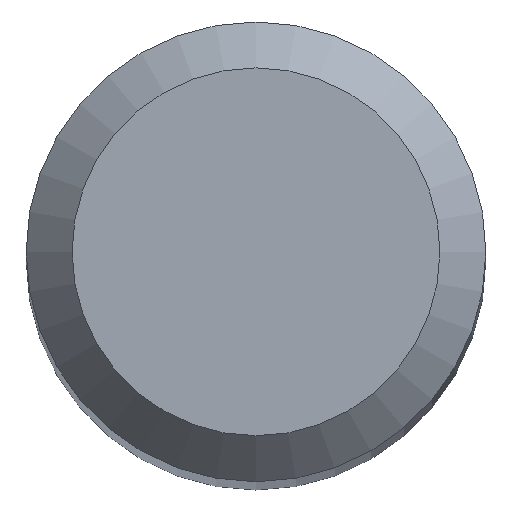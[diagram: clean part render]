
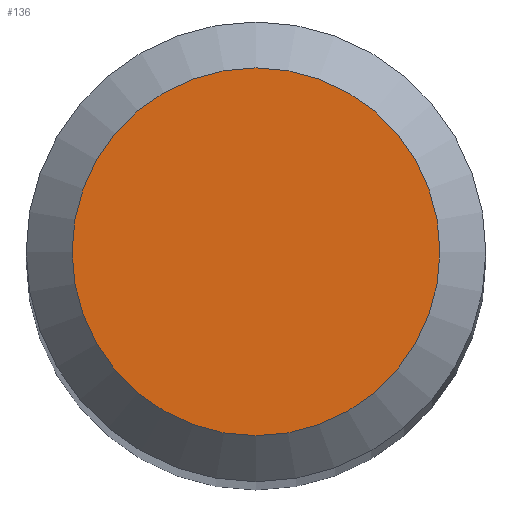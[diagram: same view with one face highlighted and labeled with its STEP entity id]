
A CAD part, top view. The second image highlights one B-rep face of the part: STEP entity #136.
In plain terms, the highlighted planar face has unit normal (0, 0, 1).
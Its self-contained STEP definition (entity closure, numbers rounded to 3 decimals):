
#1 = CARTESIAN_POINT ( 'NONE',  ( 0., 1.2, 38. ) ) ;
#20 = FACE_OUTER_BOUND ( 'NONE', #219, .T. ) ;
#25 = ORIENTED_EDGE ( 'NONE', *, *, #62, .T. ) ;
#49 = DIRECTION ( 'NONE',  ( 0., 0., 1. ) ) ;
#62 = EDGE_CURVE ( 'NONE', #90, #90, #247, .T. ) ;
#70 = DIRECTION ( 'NONE',  ( 1., 0., 0. ) ) ;
#90 = VERTEX_POINT ( 'NONE', #267 ) ;
#136 = ADVANCED_FACE ( 'NONE', ( #20 ), #187, .F. ) ;
#138 = AXIS2_PLACEMENT_3D ( 'NONE', #1, #164, #250 ) ;
#148 = CARTESIAN_POINT ( 'NONE',  ( 0., 0., 38. ) ) ;
#164 = DIRECTION ( 'NONE',  ( 0., 0., -1. ) ) ;
#187 = PLANE ( 'NONE',  #138 ) ;
#219 = EDGE_LOOP ( 'NONE', ( #25 ) ) ;
#247 = CIRCLE ( 'NONE', #252, 1.2 ) ;
#250 = DIRECTION ( 'NONE',  ( -1., 0., 0. ) ) ;
#252 = AXIS2_PLACEMENT_3D ( 'NONE', #148, #49, #70 ) ;
#267 = CARTESIAN_POINT ( 'NONE',  ( 1.2, 0., 38. ) ) ;
